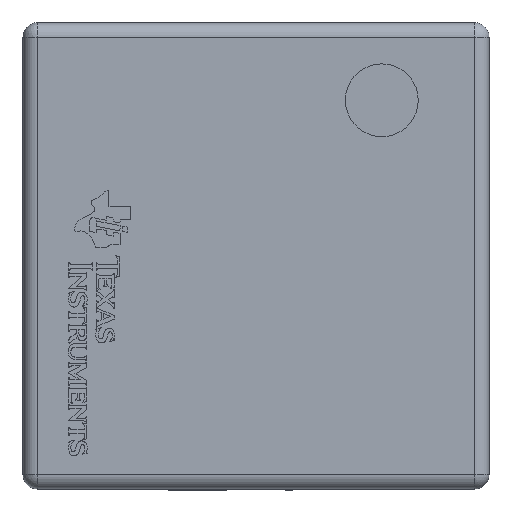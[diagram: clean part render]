
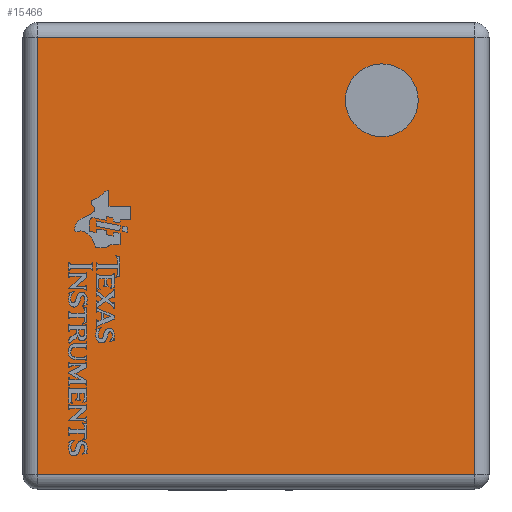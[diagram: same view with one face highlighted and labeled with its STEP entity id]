
A CAD part, top view. The second image highlights one B-rep face of the part: STEP entity #15466.
In plain terms, the highlighted planar face has unit normal (0, 0, 1).
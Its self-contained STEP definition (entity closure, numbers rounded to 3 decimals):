
#1049=PLANE('',#16536);
#1619=LINE('',#20125,#3342);
#1623=LINE('',#20141,#3346);
#1625=LINE('',#20144,#3348);
#1627=LINE('',#20147,#3350);
#3342=VECTOR('',#17170,10.);
#3346=VECTOR('',#17188,10.);
#3348=VECTOR('',#17192,10.);
#3350=VECTOR('',#17196,10.);
#5083=FACE_OUTER_BOUND('',#5966,.T.);
#5966=EDGE_LOOP('',(#10821,#10822,#10823,#10824));
#6861=VERTEX_POINT('',#20087);
#6866=VERTEX_POINT('',#20100);
#6871=VERTEX_POINT('',#20113);
#6876=VERTEX_POINT('',#20129);
#8436=EDGE_CURVE('',#6861,#6871,#1619,.T.);
#8444=EDGE_CURVE('',#6871,#6876,#1623,.T.);
#8446=EDGE_CURVE('',#6876,#6866,#1625,.T.);
#8448=EDGE_CURVE('',#6866,#6861,#1627,.T.);
#10821=ORIENTED_EDGE('',*,*,#8436,.F.);
#10822=ORIENTED_EDGE('',*,*,#8448,.F.);
#10823=ORIENTED_EDGE('',*,*,#8446,.F.);
#10824=ORIENTED_EDGE('',*,*,#8444,.F.);
#15466=ADVANCED_FACE('',(#5083),#1049,.T.);
#16536=AXIS2_PLACEMENT_3D('',#20156,#17208,#17209);
#17170=DIRECTION('',(0.,1.,0.));
#17188=DIRECTION('',(1.,0.,0.));
#17192=DIRECTION('',(0.,-1.,0.));
#17196=DIRECTION('',(-1.,0.,0.));
#17208=DIRECTION('center_axis',(0.,0.,1.));
#17209=DIRECTION('ref_axis',(1.,0.,0.));
#20087=CARTESIAN_POINT('',(-0.75,-0.75,0.35));
#20100=CARTESIAN_POINT('',(0.75,-0.75,0.35));
#20113=CARTESIAN_POINT('',(-0.75,0.75,0.35));
#20125=CARTESIAN_POINT('',(-0.75,0.4,0.35));
#20129=CARTESIAN_POINT('',(0.75,0.75,0.35));
#20141=CARTESIAN_POINT('',(0.4,0.75,0.35));
#20144=CARTESIAN_POINT('',(0.75,-0.4,0.35));
#20147=CARTESIAN_POINT('',(-0.4,-0.75,0.35));
#20156=CARTESIAN_POINT('Origin',(0.,0.,
0.35));
